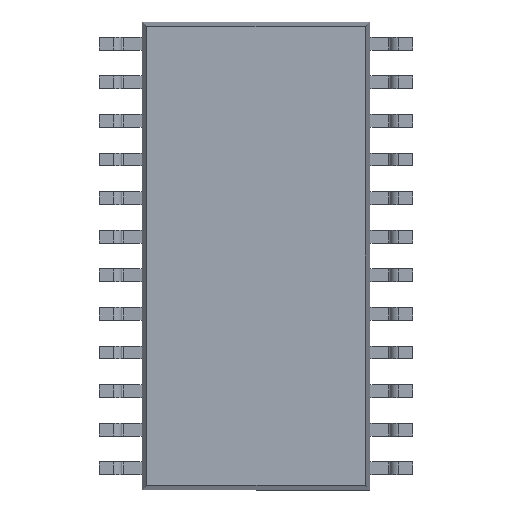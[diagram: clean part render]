
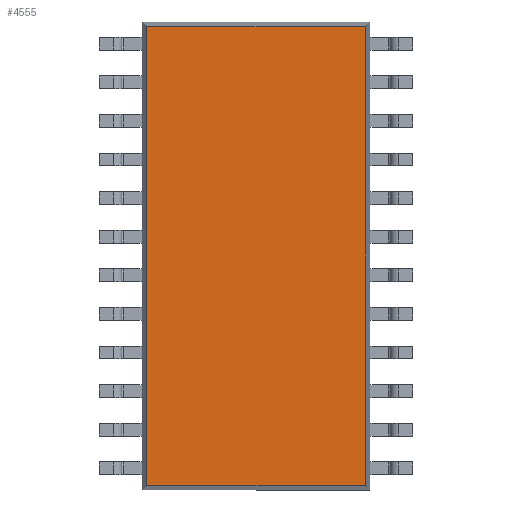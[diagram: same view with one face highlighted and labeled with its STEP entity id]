
A CAD part, front view. The second image highlights one B-rep face of the part: STEP entity #4555.
In plain terms, the highlighted planar face has unit normal (0, -1, 0).
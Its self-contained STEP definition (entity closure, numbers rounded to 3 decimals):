
#182 = LINE ( 'NONE', #5087, #2412 ) ;
#222 = CARTESIAN_POINT ( 'NONE',  ( -3.599, 0.265, -7.549 ) ) ;
#237 = EDGE_CURVE ( 'NONE', #2148, #773, #182, .T. ) ;
#450 = FACE_OUTER_BOUND ( 'NONE', #1611, .T. ) ;
#499 = AXIS2_PLACEMENT_3D ( 'NONE', #8412, #9244, #7601 ) ;
#522 = VERTEX_POINT ( 'NONE', #8766 ) ;
#652 = EDGE_CURVE ( 'NONE', #522, #9633, #7908, .T. ) ;
#773 = VERTEX_POINT ( 'NONE', #7004 ) ;
#1599 = CARTESIAN_POINT ( 'NONE',  ( -3.599, 0.265, 7.7 ) ) ;
#1611 = EDGE_LOOP ( 'NONE', ( #3827, #4725, #4693, #7331 ) ) ;
#2148 = VERTEX_POINT ( 'NONE', #222 ) ;
#2293 = DIRECTION ( 'NONE',  ( 0., 0., 1. ) ) ;
#2412 = VECTOR ( 'NONE', #7556, 1000. ) ;
#2671 = PLANE ( 'NONE',  #499 ) ;
#3659 = EDGE_CURVE ( 'NONE', #9633, #2148, #10570, .T. ) ;
#3827 = ORIENTED_EDGE ( 'NONE', *, *, #237, .T. ) ;
#3848 = CARTESIAN_POINT ( 'NONE',  ( 3.75, 0.265, 7.549 ) ) ;
#4555 = ADVANCED_FACE ( 'NONE', ( #450 ), #2671, .T. ) ;
#4693 = ORIENTED_EDGE ( 'NONE', *, *, #652, .T. ) ;
#4725 = ORIENTED_EDGE ( 'NONE', *, *, #9469, .T. ) ;
#5082 = CARTESIAN_POINT ( 'NONE',  ( -3.599, 0.265, 7.549 ) ) ;
#5087 = CARTESIAN_POINT ( 'NONE',  ( -3.75, 0.265, -7.549 ) ) ;
#5166 = LINE ( 'NONE', #8179, #7022 ) ;
#7004 = CARTESIAN_POINT ( 'NONE',  ( 3.599, 0.265, -7.549 ) ) ;
#7022 = VECTOR ( 'NONE', #2293, 1000. ) ;
#7331 = ORIENTED_EDGE ( 'NONE', *, *, #3659, .T. ) ;
#7457 = DIRECTION ( 'NONE',  ( 0., 0., -1. ) ) ;
#7556 = DIRECTION ( 'NONE',  ( 1., 0., 0. ) ) ;
#7601 = DIRECTION ( 'NONE',  ( 0., 0., -1. ) ) ;
#7908 = LINE ( 'NONE', #3848, #10656 ) ;
#8179 = CARTESIAN_POINT ( 'NONE',  ( 3.599, 0.265, -7.7 ) ) ;
#8412 = CARTESIAN_POINT ( 'NONE',  ( 0., 0.265, 0. ) ) ;
#8735 = VECTOR ( 'NONE', #7457, 1000. ) ;
#8766 = CARTESIAN_POINT ( 'NONE',  ( 3.599, 0.265, 7.549 ) ) ;
#9244 = DIRECTION ( 'NONE',  ( 0., -1., 0. ) ) ;
#9469 = EDGE_CURVE ( 'NONE', #773, #522, #5166, .T. ) ;
#9633 = VERTEX_POINT ( 'NONE', #5082 ) ;
#9696 = DIRECTION ( 'NONE',  ( -1., 0., 0. ) ) ;
#10570 = LINE ( 'NONE', #1599, #8735 ) ;
#10656 = VECTOR ( 'NONE', #9696, 1000. ) ;
